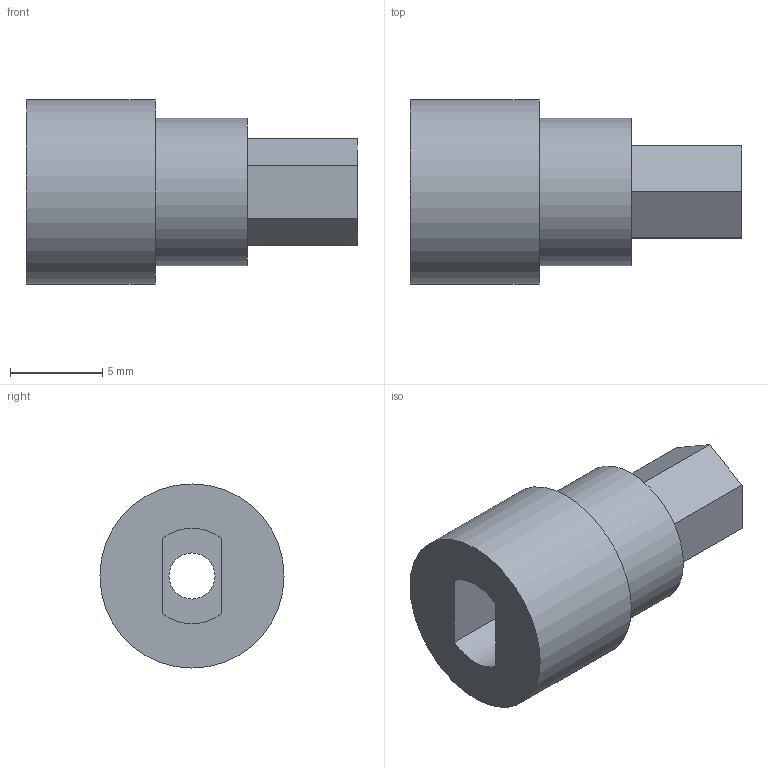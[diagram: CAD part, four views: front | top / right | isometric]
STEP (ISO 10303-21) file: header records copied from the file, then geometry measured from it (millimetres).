
FILE_DESCRIPTION(('FreeCAD Model'),'2;1');
FILE_NAME('Axe_Moteur-Roue.step','2015-08-26T06:17:15',('Author'),(''), 'Open CASCADE STEP processor 6.8','FreeCAD','Unknown');
FILE_SCHEMA(('AUTOMOTIVE_DESIGN_CC2 { 1 2 10303 214 -1 1 5 4 }'));
Length unit declared in the file: millimetre
Products named in the file (1): Pocket002
Bounding box: 18 x 10 x 10 mm (x, y, z)
Volume: 779 mm3; surface area: 781.6 mm2
Topology: 1 solids, 1 shells, 18 faces, 39 edges, 26 vertices
Faces by surface type: plane 13, cylinder 5
Full cylindrical faces by diameter (mm): 2.5 x1, 8 x1, 10 x1
Entity records: 1028 total; most frequent: CARTESIAN_POINT 168, DIRECTION 164, LINE 97, VECTOR 97, ORIENTED_EDGE 78, PCURVE 78, DEFINITIONAL_REPRESENTATION 78, EDGE_CURVE 39
